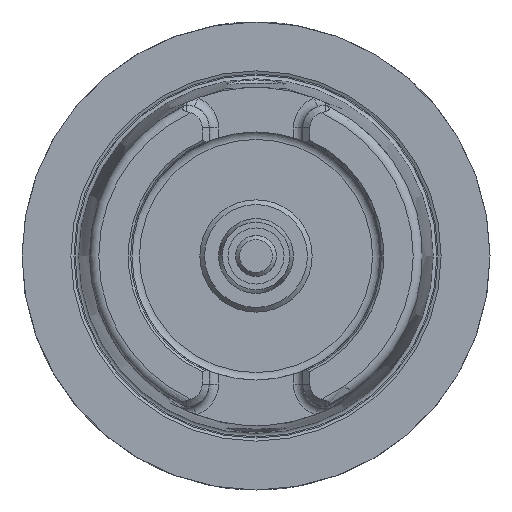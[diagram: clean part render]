
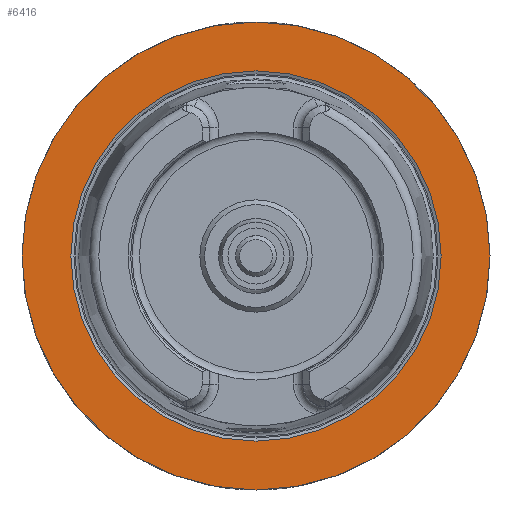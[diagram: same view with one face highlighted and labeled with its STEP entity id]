
A CAD part, left-side view. The second image highlights one B-rep face of the part: STEP entity #6416.
In plain terms, the highlighted planar face has unit normal (-1, 0, 0).
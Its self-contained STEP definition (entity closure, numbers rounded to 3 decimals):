
#5602=CARTESIAN_POINT('',(0.,50.0,0.0));
#5603=VERTEX_POINT('',#5602);
#5604=CARTESIAN_POINT('',(0.,0.,0.0));
#5605=DIRECTION('',(1.0,0.0,0.0));
#5606=DIRECTION('',(0.0,1.0,0.0));
#5607=AXIS2_PLACEMENT_3D('',#5604,#5605,#5606);
#5608=CIRCLE('',#5607,50.0);
#5609=EDGE_CURVE('',#5603,#5603,#5608,.T.);
#6390=CARTESIAN_POINT('',(0.,39.55,0.0));
#6391=VERTEX_POINT('',#6390);
#6392=CARTESIAN_POINT('',(0.,0.,0.0));
#6393=DIRECTION('',(1.0,0.0,0.0));
#6394=DIRECTION('',(0.0,1.0,0.0));
#6395=AXIS2_PLACEMENT_3D('',#6392,#6393,#6394);
#6396=CIRCLE('',#6395,39.55);
#6397=EDGE_CURVE('',#6391,#6391,#6396,.T.);
#6405=CARTESIAN_POINT('',(0.,44.775,0.0));
#6406=DIRECTION('',(-1.0,0.0,0.0));
#6407=DIRECTION('',(0.0,0.0,1.0));
#6408=AXIS2_PLACEMENT_3D('',#6405,#6406,#6407);
#6409=PLANE('',#6408);
#6410=ORIENTED_EDGE('',*,*,#5609,.F.);
#6411=EDGE_LOOP('',(#6410));
#6412=FACE_OUTER_BOUND('',#6411,.T.);
#6413=ORIENTED_EDGE('',*,*,#6397,.T.);
#6414=EDGE_LOOP('',(#6413));
#6415=FACE_BOUND('',#6414,.T.);
#6416=ADVANCED_FACE('',(#6412,#6415),#6409,.T.);
